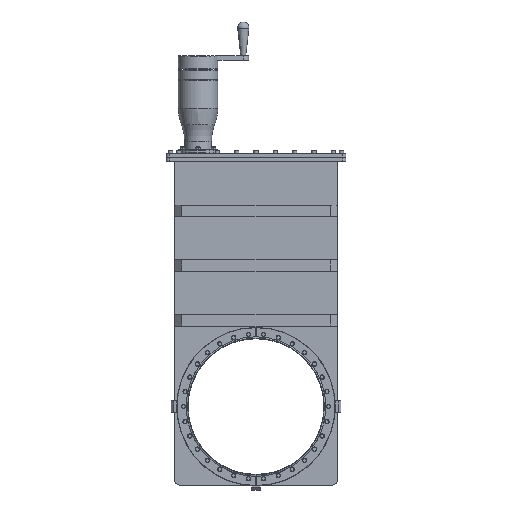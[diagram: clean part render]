
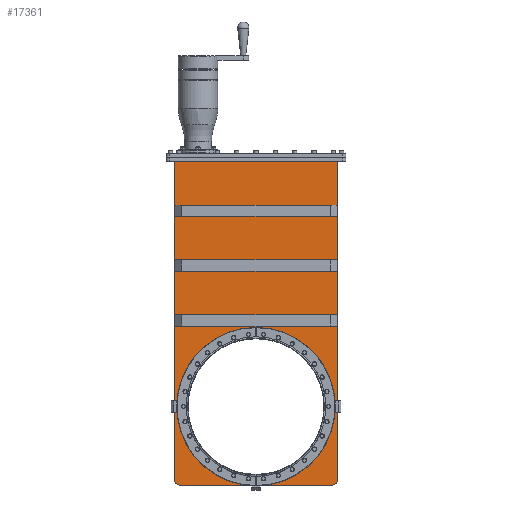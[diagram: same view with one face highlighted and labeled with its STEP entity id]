
A CAD part, top view. The second image highlights one B-rep face of the part: STEP entity #17361.
In plain terms, the highlighted planar face has unit normal (0, 0, 1).
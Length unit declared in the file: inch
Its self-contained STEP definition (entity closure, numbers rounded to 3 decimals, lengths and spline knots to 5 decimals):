
#1253=CARTESIAN_POINT('',(6.703,-6.448,0.827));
#1254=DIRECTION('',(0.,0.,1.));
#1255=DIRECTION('',(0.,-1.,0.));
#1256=AXIS2_PLACEMENT_3D('',#1253,#1254,#1255);
#1327=CARTESIAN_POINT('',(-6.703,-6.448,0.827));
#1328=DIRECTION('',(0.,0.,1.));
#1329=DIRECTION('',(-1.,0.,0.));
#1330=AXIS2_PLACEMENT_3D('',#1327,#1328,#1329);
#5197=DIRECTION('',(-1.,0.,0.));
#5198=VECTOR('',#5197,6.02507);
#5199=CARTESIAN_POINT('',(6.703,-6.947,0.827));
#5200=LINE('',#5199,#5198);
#5201=CARTESIAN_POINT('',(0.,0.,0.827));
#5202=DIRECTION('',(0.,0.,-1.));
#5203=DIRECTION('',(0.,1.,0.));
#5204=AXIS2_PLACEMENT_3D('',#5201,#5202,#5203);
#5206=CARTESIAN_POINT('',(0.,0.,0.827));
#5207=DIRECTION('',(0.,0.,1.));
#5208=DIRECTION('',(0.,1.,0.));
#5209=AXIS2_PLACEMENT_3D('',#5206,#5207,#5208);
#5211=DIRECTION('',(-1.,0.,0.));
#5212=VECTOR('',#5211,6.02507);
#5213=CARTESIAN_POINT('',(-0.67793,-6.947,0.827));
#5214=LINE('',#5213,#5212);
#5215=DIRECTION('',(0.,-1.,0.));
#5216=VECTOR('',#5215,28.115);
#5217=CARTESIAN_POINT('',(-7.202,21.667,0.827));
#5218=LINE('',#5217,#5216);
#5219=DIRECTION('',(1.,0.,0.));
#5220=VECTOR('',#5219,14.404);
#5221=CARTESIAN_POINT('',(-7.202,21.667,0.827));
#5222=LINE('',#5221,#5220);
#5223=DIRECTION('',(0.,1.,0.));
#5224=VECTOR('',#5223,28.115);
#5225=CARTESIAN_POINT('',(7.202,-6.448,0.827));
#5226=LINE('',#5225,#5224);
#5227=DIRECTION('',(0.,-1.,0.));
#5228=VECTOR('',#5227,1.);
#5229=CARTESIAN_POINT('',(-7.182,8.12,0.827));
#5230=LINE('',#5229,#5228);
#5231=DIRECTION('',(1.,0.,0.));
#5232=VECTOR('',#5231,14.364);
#5233=CARTESIAN_POINT('',(-7.182,7.12,0.827));
#5234=LINE('',#5233,#5232);
#5235=DIRECTION('',(0.,1.,0.));
#5236=VECTOR('',#5235,1.);
#5237=CARTESIAN_POINT('',(7.182,7.12,0.827));
#5238=LINE('',#5237,#5236);
#5239=DIRECTION('',(-1.,0.,0.));
#5240=VECTOR('',#5239,14.364);
#5241=CARTESIAN_POINT('',(7.182,8.12,0.827));
#5242=LINE('',#5241,#5240);
#5243=DIRECTION('',(0.,-1.,0.));
#5244=VECTOR('',#5243,1.);
#5245=CARTESIAN_POINT('',(-7.182,12.97,0.827));
#5246=LINE('',#5245,#5244);
#5247=DIRECTION('',(1.,0.,0.));
#5248=VECTOR('',#5247,14.364);
#5249=CARTESIAN_POINT('',(-7.182,11.97,0.827));
#5250=LINE('',#5249,#5248);
#5251=DIRECTION('',(0.,1.,0.));
#5252=VECTOR('',#5251,1.);
#5253=CARTESIAN_POINT('',(7.182,11.97,0.827));
#5254=LINE('',#5253,#5252);
#5255=DIRECTION('',(-1.,0.,0.));
#5256=VECTOR('',#5255,14.364);
#5257=CARTESIAN_POINT('',(7.182,12.97,0.827));
#5258=LINE('',#5257,#5256);
#5259=DIRECTION('',(0.,-1.,0.));
#5260=VECTOR('',#5259,1.);
#5261=CARTESIAN_POINT('',(-7.182,17.82,0.827));
#5262=LINE('',#5261,#5260);
#5263=DIRECTION('',(1.,0.,0.));
#5264=VECTOR('',#5263,14.364);
#5265=CARTESIAN_POINT('',(-7.182,16.82,0.827));
#5266=LINE('',#5265,#5264);
#5267=DIRECTION('',(0.,1.,0.));
#5268=VECTOR('',#5267,1.);
#5269=CARTESIAN_POINT('',(7.182,16.82,0.827));
#5270=LINE('',#5269,#5268);
#5271=DIRECTION('',(-1.,0.,0.));
#5272=VECTOR('',#5271,14.364);
#5273=CARTESIAN_POINT('',(7.182,17.82,0.827));
#5274=LINE('',#5273,#5272);
#7813=CARTESIAN_POINT('',(6.703,-6.947,0.827));
#7814=CARTESIAN_POINT('',(7.202,-6.448,0.827));
#7815=VERTEX_POINT('',#7813);
#7816=VERTEX_POINT('',#7814);
#7821=CARTESIAN_POINT('',(-7.202,-6.448,0.827));
#7822=CARTESIAN_POINT('',(-6.703,-6.947,0.827));
#7823=VERTEX_POINT('',#7821);
#7824=VERTEX_POINT('',#7822);
#7833=CARTESIAN_POINT('',(-7.202,21.667,0.827));
#7834=CARTESIAN_POINT('',(7.202,21.667,0.827));
#7835=VERTEX_POINT('',#7833);
#7836=VERTEX_POINT('',#7834);
#8817=CARTESIAN_POINT('',(0.67793,-6.947,0.827));
#8819=VERTEX_POINT('',#8817);
#8821=CARTESIAN_POINT('',(-0.67793,-6.947,0.827));
#8822=VERTEX_POINT('',#8821);
#8847=CARTESIAN_POINT('',(0.,6.98,0.827));
#8848=VERTEX_POINT('',#8847);
#9569=CARTESIAN_POINT('',(-7.182,8.12,0.827));
#9570=CARTESIAN_POINT('',(-7.182,7.12,0.827));
#9571=VERTEX_POINT('',#9569);
#9572=VERTEX_POINT('',#9570);
#9573=CARTESIAN_POINT('',(7.182,7.12,0.827));
#9574=VERTEX_POINT('',#9573);
#9575=CARTESIAN_POINT('',(7.182,8.12,0.827));
#9576=VERTEX_POINT('',#9575);
#9577=CARTESIAN_POINT('',(-7.182,12.97,0.827));
#9578=CARTESIAN_POINT('',(-7.182,11.97,0.827));
#9579=VERTEX_POINT('',#9577);
#9580=VERTEX_POINT('',#9578);
#9581=CARTESIAN_POINT('',(7.182,11.97,0.827));
#9582=VERTEX_POINT('',#9581);
#9583=CARTESIAN_POINT('',(7.182,12.97,0.827));
#9584=VERTEX_POINT('',#9583);
#9585=CARTESIAN_POINT('',(-7.182,17.82,0.827));
#9586=CARTESIAN_POINT('',(-7.182,16.82,0.827));
#9587=VERTEX_POINT('',#9585);
#9588=VERTEX_POINT('',#9586);
#9589=CARTESIAN_POINT('',(7.182,16.82,0.827));
#9590=VERTEX_POINT('',#9589);
#9591=CARTESIAN_POINT('',(7.182,17.82,0.827));
#9592=VERTEX_POINT('',#9591);
#17314=CARTESIAN_POINT('',(0.,0.,0.827));
#17315=DIRECTION('',(0.,0.,1.));
#17316=DIRECTION('',(1.,0.,0.));
#17317=AXIS2_PLACEMENT_3D('',#17314,#17315,#17316);
#17318=PLANE('',#17317);
#17319=ORIENTED_EDGE('',*,*,#10955,.T.);
#17320=ORIENTED_EDGE('',*,*,#10909,.F.);
#17322=ORIENTED_EDGE('',*,*,#17321,.T.);
#17323=ORIENTED_EDGE('',*,*,#10952,.T.);
#17324=ORIENTED_EDGE('',*,*,#11261,.F.);
#17325=ORIENTED_EDGE('',*,*,#11289,.F.);
#17326=ORIENTED_EDGE('',*,*,#11320,.T.);
#17327=ORIENTED_EDGE('',*,*,#17161,.F.);
#17328=ORIENTED_EDGE('',*,*,#11198,.F.);
#17329=EDGE_LOOP('',(#17319,#17320,#17322,#17323,#17324,#17325,#17326,#17327,
#17328));
#17330=FACE_OUTER_BOUND('',#17329,.F.);
#17332=ORIENTED_EDGE('',*,*,#17331,.T.);
#17334=ORIENTED_EDGE('',*,*,#17333,.T.);
#17336=ORIENTED_EDGE('',*,*,#17335,.T.);
#17338=ORIENTED_EDGE('',*,*,#17337,.T.);
#17339=EDGE_LOOP('',(#17332,#17334,#17336,#17338));
#17340=FACE_BOUND('',#17339,.F.);
#17342=ORIENTED_EDGE('',*,*,#17341,.T.);
#17344=ORIENTED_EDGE('',*,*,#17343,.T.);
#17346=ORIENTED_EDGE('',*,*,#17345,.T.);
#17348=ORIENTED_EDGE('',*,*,#17347,.T.);
#17349=EDGE_LOOP('',(#17342,#17344,#17346,#17348));
#17350=FACE_BOUND('',#17349,.F.);
#17352=ORIENTED_EDGE('',*,*,#17351,.T.);
#17354=ORIENTED_EDGE('',*,*,#17353,.T.);
#17356=ORIENTED_EDGE('',*,*,#17355,.T.);
#17358=ORIENTED_EDGE('',*,*,#17357,.T.);
#17359=EDGE_LOOP('',(#17352,#17354,#17356,#17358));
#17360=FACE_BOUND('',#17359,.F.);
#1257=CIRCLE('',#1256,0.499);
#1331=CIRCLE('',#1330,0.499);
#5205=CIRCLE('',#5204,6.98);
#5210=CIRCLE('',#5209,6.98);
#10909=EDGE_CURVE('',#8848,#8819,#5205,.T.);
#10952=EDGE_CURVE('',#8822,#7824,#5214,.T.);
#10955=EDGE_CURVE('',#7815,#8819,#5200,.T.);
#11198=EDGE_CURVE('',#7815,#7816,#1257,.T.);
#11261=EDGE_CURVE('',#7823,#7824,#1331,.T.);
#11289=EDGE_CURVE('',#7835,#7823,#5218,.T.);
#11320=EDGE_CURVE('',#7835,#7836,#5222,.T.);
#17161=EDGE_CURVE('',#7816,#7836,#5226,.T.);
#17321=EDGE_CURVE('',#8848,#8822,#5210,.T.);
#17331=EDGE_CURVE('',#9571,#9572,#5230,.T.);
#17333=EDGE_CURVE('',#9572,#9574,#5234,.T.);
#17335=EDGE_CURVE('',#9574,#9576,#5238,.T.);
#17337=EDGE_CURVE('',#9576,#9571,#5242,.T.);
#17341=EDGE_CURVE('',#9579,#9580,#5246,.T.);
#17343=EDGE_CURVE('',#9580,#9582,#5250,.T.);
#17345=EDGE_CURVE('',#9582,#9584,#5254,.T.);
#17347=EDGE_CURVE('',#9584,#9579,#5258,.T.);
#17351=EDGE_CURVE('',#9587,#9588,#5262,.T.);
#17353=EDGE_CURVE('',#9588,#9590,#5266,.T.);
#17355=EDGE_CURVE('',#9590,#9592,#5270,.T.);
#17357=EDGE_CURVE('',#9592,#9587,#5274,.T.);
#17361=ADVANCED_FACE('',(#17330,#17340,#17350,#17360),#17318,.T.);
